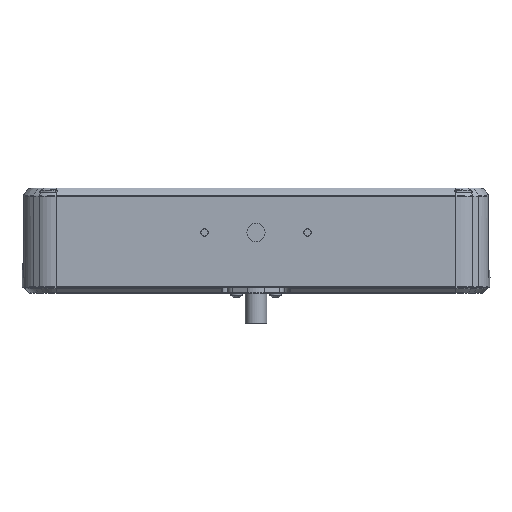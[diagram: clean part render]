
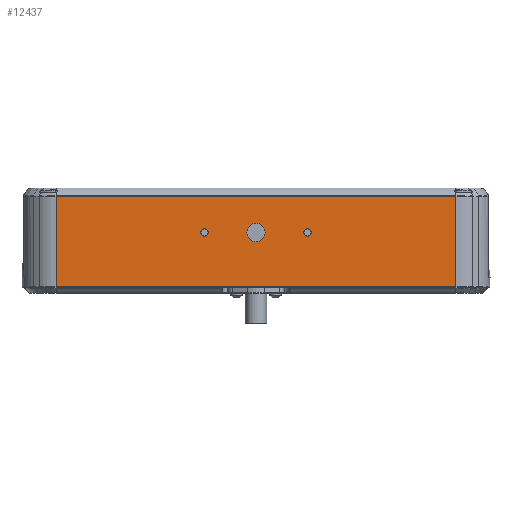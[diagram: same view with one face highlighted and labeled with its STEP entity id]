
A CAD part, front view. The second image highlights one B-rep face of the part: STEP entity #12437.
In plain terms, the highlighted planar face has unit normal (0, -1, 0).
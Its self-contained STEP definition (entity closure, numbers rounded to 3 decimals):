
#263=FACE_BOUND('',#1546,.T.);
#264=FACE_BOUND('',#1547,.T.);
#265=FACE_BOUND('',#1548,.T.);
#767=FACE_OUTER_BOUND('',#1545,.T.);
#1545=EDGE_LOOP('',(#8398,#8399,#8400,#8401));
#1546=EDGE_LOOP('',(#8402));
#1547=EDGE_LOOP('',(#8403));
#1548=EDGE_LOOP('',(#8404));
#2386=LINE('',#19284,#3268);
#2387=LINE('',#19286,#3269);
#2388=LINE('',#19288,#3270);
#2389=LINE('',#19289,#3271);
#3268=VECTOR('',#14839,1000.);
#3269=VECTOR('',#14840,1000.);
#3270=VECTOR('',#14841,1000.);
#3271=VECTOR('',#14842,1000.);
#4123=CIRCLE('',#13285,1.25);
#4124=CIRCLE('',#13287,1.25);
#4125=CIRCLE('',#13289,3.175);
#5111=VERTEX_POINT('',#18482);
#5112=VERTEX_POINT('',#18486);
#5113=VERTEX_POINT('',#18490);
#5184=VERTEX_POINT('',#19282);
#5185=VERTEX_POINT('',#19283);
#5186=VERTEX_POINT('',#19285);
#5187=VERTEX_POINT('',#19287);
#6349=EDGE_CURVE('',#5111,#5111,#4123,.T.);
#6351=EDGE_CURVE('',#5112,#5112,#4124,.T.);
#6353=EDGE_CURVE('',#5113,#5113,#4125,.T.);
#6425=EDGE_CURVE('',#5184,#5185,#2386,.T.);
#6426=EDGE_CURVE('',#5185,#5186,#2387,.T.);
#6427=EDGE_CURVE('',#5186,#5187,#2388,.T.);
#6428=EDGE_CURVE('',#5187,#5184,#2389,.T.);
#8398=ORIENTED_EDGE('',*,*,#6425,.T.);
#8399=ORIENTED_EDGE('',*,*,#6426,.T.);
#8400=ORIENTED_EDGE('',*,*,#6427,.T.);
#8401=ORIENTED_EDGE('',*,*,#6428,.T.);
#8402=ORIENTED_EDGE('',*,*,#6349,.T.);
#8403=ORIENTED_EDGE('',*,*,#6351,.T.);
#8404=ORIENTED_EDGE('',*,*,#6353,.T.);
#12162=PLANE('',#13319);
#12437=ADVANCED_FACE('',(#767,#263,#264,#265),#12162,.T.);
#13285=AXIS2_PLACEMENT_3D('',#18484,#14747,#14748);
#13287=AXIS2_PLACEMENT_3D('',#18488,#14752,#14753);
#13289=AXIS2_PLACEMENT_3D('',#18492,#14757,#14758);
#13319=AXIS2_PLACEMENT_3D('',#19281,#14837,#14838);
#14747=DIRECTION('center_axis',(0.,1.,0.));
#14748=DIRECTION('ref_axis',(0.,0.,-1.));
#14752=DIRECTION('center_axis',(0.,1.,0.));
#14753=DIRECTION('ref_axis',(0.,0.,-1.));
#14757=DIRECTION('center_axis',(0.,1.,0.));
#14758=DIRECTION('ref_axis',(1.,0.,0.));
#14837=DIRECTION('center_axis',(0.,-1.,0.));
#14838=DIRECTION('ref_axis',(0.,0.,-1.));
#14839=DIRECTION('',(0.,0.,-1.));
#14840=DIRECTION('',(1.,0.,0.));
#14841=DIRECTION('',(0.,0.,1.));
#14842=DIRECTION('',(-1.,0.,0.));
#18482=CARTESIAN_POINT('',(16.741,-15.909,10.785));
#18484=CARTESIAN_POINT('Origin',(17.991,-15.909,10.785));
#18486=CARTESIAN_POINT('',(-19.241,-15.909,10.785));
#18488=CARTESIAN_POINT('Origin',(-17.991,-15.909,10.785));
#18490=CARTESIAN_POINT('',(-3.175,-15.909,10.785));
#18492=CARTESIAN_POINT('Origin',(0.,-15.909,10.785));
#19281=CARTESIAN_POINT('Origin',(0.,-15.909,7.682));
#19282=CARTESIAN_POINT('',(-69.835,-15.909,23.462));
#19283=CARTESIAN_POINT('',(-69.835,-15.909,-8.098));
#19284=CARTESIAN_POINT('',(-69.835,-15.909,7.682));
#19285=CARTESIAN_POINT('',(69.835,-15.909,-8.098));
#19286=CARTESIAN_POINT('',(0.,-15.909,-8.098));
#19287=CARTESIAN_POINT('',(69.835,-15.909,23.462));
#19288=CARTESIAN_POINT('',(69.835,-15.909,7.682));
#19289=CARTESIAN_POINT('',(0.,-15.909,23.462));
